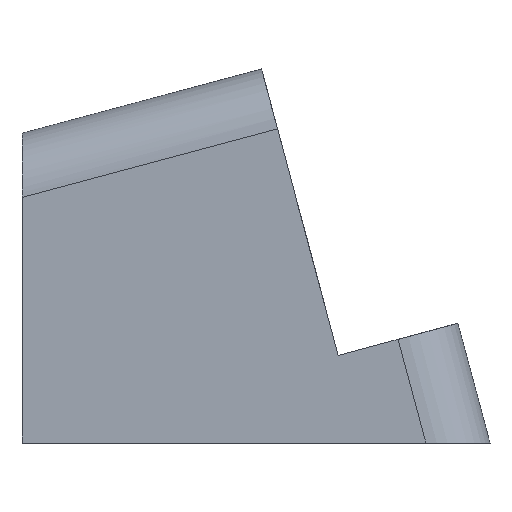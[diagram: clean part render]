
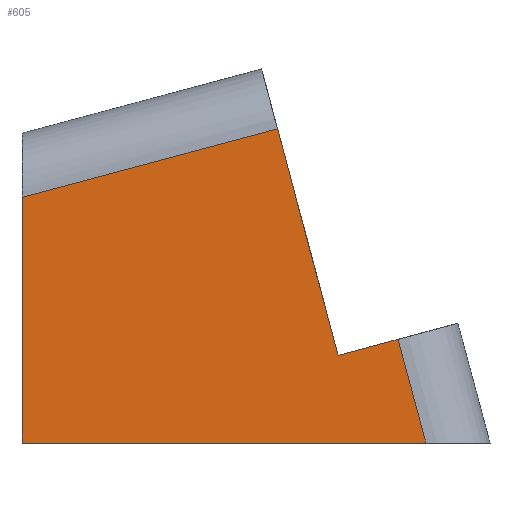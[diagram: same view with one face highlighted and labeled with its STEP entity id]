
A CAD part, left-side view. The second image highlights one B-rep face of the part: STEP entity #605.
In plain terms, the highlighted planar face has unit normal (-1, 0, 0).
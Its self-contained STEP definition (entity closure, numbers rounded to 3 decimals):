
#24=PLANE('',#685);
#52=FACE_OUTER_BOUND('',#86,.T.);
#86=EDGE_LOOP('',(#486,#487,#488,#489,#490,#491));
#104=LINE('',#929,#154);
#132=LINE('',#1037,#182);
#134=LINE('',#1042,#184);
#135=LINE('',#1044,#185);
#136=LINE('',#1046,#186);
#137=LINE('',#1047,#187);
#154=VECTOR('',#730,10.);
#182=VECTOR('',#842,10.);
#184=VECTOR('',#848,10.);
#185=VECTOR('',#849,10.);
#186=VECTOR('',#850,10.);
#187=VECTOR('',#851,10.);
#245=VERTEX_POINT('',#926);
#246=VERTEX_POINT('',#928);
#283=VERTEX_POINT('',#1034);
#284=VERTEX_POINT('',#1036);
#286=VERTEX_POINT('',#1043);
#287=VERTEX_POINT('',#1045);
#306=EDGE_CURVE('',#246,#245,#104,.T.);
#360=EDGE_CURVE('',#283,#284,#132,.T.);
#363=EDGE_CURVE('',#283,#246,#134,.T.);
#364=EDGE_CURVE('',#286,#245,#135,.T.);
#365=EDGE_CURVE('',#286,#287,#136,.T.);
#366=EDGE_CURVE('',#287,#284,#137,.T.);
#486=ORIENTED_EDGE('',*,*,#360,.F.);
#487=ORIENTED_EDGE('',*,*,#363,.T.);
#488=ORIENTED_EDGE('',*,*,#306,.T.);
#489=ORIENTED_EDGE('',*,*,#364,.F.);
#490=ORIENTED_EDGE('',*,*,#365,.T.);
#491=ORIENTED_EDGE('',*,*,#366,.T.);
#605=ADVANCED_FACE('',(#52),#24,.T.);
#685=AXIS2_PLACEMENT_3D('',#1041,#846,#847);
#730=DIRECTION('',(0.,0.259,0.966));
#842=DIRECTION('',(0.,-0.259,-0.966));
#846=DIRECTION('center_axis',(-1.,0.,0.));
#847=DIRECTION('ref_axis',(0.,0.,1.));
#848=DIRECTION('',(0.,0.966,-0.259));
#849=DIRECTION('',(0.,-0.966,0.259));
#850=DIRECTION('',(0.,0.,-1.));
#851=DIRECTION('',(0.,-1.,0.));
#926=CARTESIAN_POINT('',(-35.,-20.613,25.347));
#928=CARTESIAN_POINT('',(-35.,-25.51,7.071));
#929=CARTESIAN_POINT('',(-35.,-25.51,7.071));
#1034=CARTESIAN_POINT('',(-35.,-30.339,8.365));
#1036=CARTESIAN_POINT('',(-35.,-32.581,0.));
#1037=CARTESIAN_POINT('',(-35.,-29.115,12.934));
#1041=CARTESIAN_POINT('Origin',(-35.,-18.879,15.088));
#1042=CARTESIAN_POINT('',(-35.,-35.169,9.659));
#1043=CARTESIAN_POINT('',(-35.,0.,19.824));
#1044=CARTESIAN_POINT('',(-35.,-8.862,22.198));
#1045=CARTESIAN_POINT('',(-35.,0.,0.));
#1046=CARTESIAN_POINT('',(-35.,0.,0.));
#1047=CARTESIAN_POINT('',(-35.,0.,0.));
